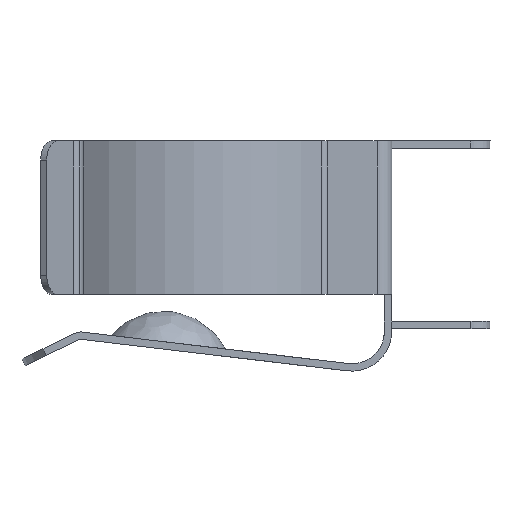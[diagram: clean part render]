
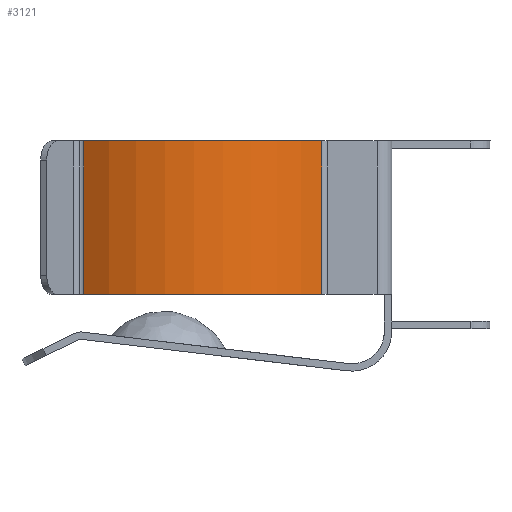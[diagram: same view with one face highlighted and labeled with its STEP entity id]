
A CAD part, left-side view. The second image highlights one B-rep face of the part: STEP entity #3121.
In plain terms, the highlighted cylindrical face has radius 7.335 mm (diameter 14.67 mm), a partial arc.
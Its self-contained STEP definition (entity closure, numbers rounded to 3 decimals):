
#26 = ORIENTED_EDGE ( 'NONE', *, *, #2271, .T. ) ;
#143 = CARTESIAN_POINT ( 'NONE',  ( 5.533, -3.788, -5.948 ) ) ;
#181 = FACE_OUTER_BOUND ( 'NONE', #1717, .T. ) ;
#251 = ORIENTED_EDGE ( 'NONE', *, *, #3476, .F. ) ;
#277 = ORIENTED_EDGE ( 'NONE', *, *, #4136, .T. ) ;
#527 = LINE ( 'NONE', #143, #3969 ) ;
#598 = VERTEX_POINT ( 'NONE', #980 ) ;
#599 = CARTESIAN_POINT ( 'NONE',  ( 0., -3.788, -5.948 ) ) ;
#703 = EDGE_CURVE ( 'NONE', #3254, #598, #3995, .T. ) ;
#931 = AXIS2_PLACEMENT_3D ( 'NONE', #2284, #2962, #1650 ) ;
#980 = CARTESIAN_POINT ( 'NONE',  ( 6.35, 6.059, -4.791 ) ) ;
#1602 = DIRECTION ( 'NONE',  ( 0., 0., 1. ) ) ;
#1650 = DIRECTION ( 'NONE',  ( 0., 0., 1. ) ) ;
#1666 = CARTESIAN_POINT ( 'NONE',  ( 0., 0.504, 0. ) ) ;
#1717 = EDGE_LOOP ( 'NONE', ( #251, #277, #26, #3457 ) ) ;
#1738 = AXIS2_PLACEMENT_3D ( 'NONE', #4164, #2911, #1602 ) ;
#2082 = CIRCLE ( 'NONE', #931, 7.335 ) ;
#2254 = DIRECTION ( 'NONE',  ( 1., 0., 0. ) ) ;
#2271 = EDGE_CURVE ( 'NONE', #3920, #3254, #2713, .T. ) ;
#2284 = CARTESIAN_POINT ( 'NONE',  ( 6.35, 0.504, 0. ) ) ;
#2386 = DIRECTION ( 'NONE',  ( 1., 0., 0. ) ) ;
#2442 = DIRECTION ( 'NONE',  ( -1., 0., 0. ) ) ;
#2487 = CYLINDRICAL_SURFACE ( 'NONE', #1738, 7.335 ) ;
#2713 = CIRCLE ( 'NONE', #2845, 7.335 ) ;
#2845 = AXIS2_PLACEMENT_3D ( 'NONE', #1666, #2254, #3918 ) ;
#2911 = DIRECTION ( 'NONE',  ( -1., 0., 0. ) ) ;
#2962 = DIRECTION ( 'NONE',  ( 1., 0., 0. ) ) ;
#2972 = VERTEX_POINT ( 'NONE', #3790 ) ;
#3121 = ADVANCED_FACE ( 'NONE', ( #181 ), #2487, .T. ) ;
#3254 = VERTEX_POINT ( 'NONE', #3606 ) ;
#3457 = ORIENTED_EDGE ( 'NONE', *, *, #703, .T. ) ;
#3476 = EDGE_CURVE ( 'NONE', #2972, #598, #2082, .T. ) ;
#3606 = CARTESIAN_POINT ( 'NONE',  ( 0., 6.059, -4.791 ) ) ;
#3669 = CARTESIAN_POINT ( 'NONE',  ( 5.533, 6.059, -4.791 ) ) ;
#3790 = CARTESIAN_POINT ( 'NONE',  ( 6.35, -3.788, -5.948 ) ) ;
#3811 = VECTOR ( 'NONE', #2386, 1000. ) ;
#3918 = DIRECTION ( 'NONE',  ( 0., 0., 1. ) ) ;
#3920 = VERTEX_POINT ( 'NONE', #599 ) ;
#3969 = VECTOR ( 'NONE', #2442, 1000. ) ;
#3995 = LINE ( 'NONE', #3669, #3811 ) ;
#4136 = EDGE_CURVE ( 'NONE', #2972, #3920, #527, .T. ) ;
#4164 = CARTESIAN_POINT ( 'NONE',  ( 5.533, 0.504, 0. ) ) ;
